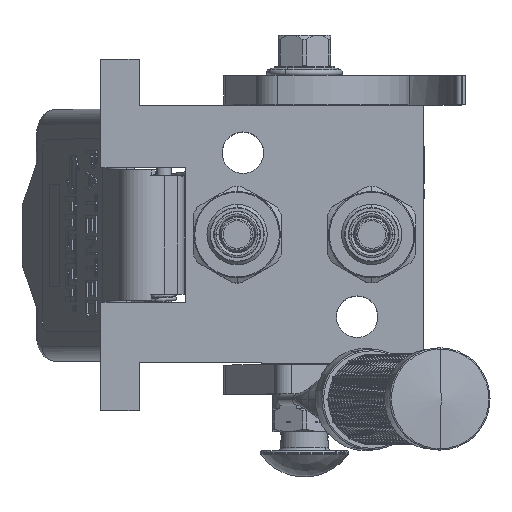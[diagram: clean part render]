
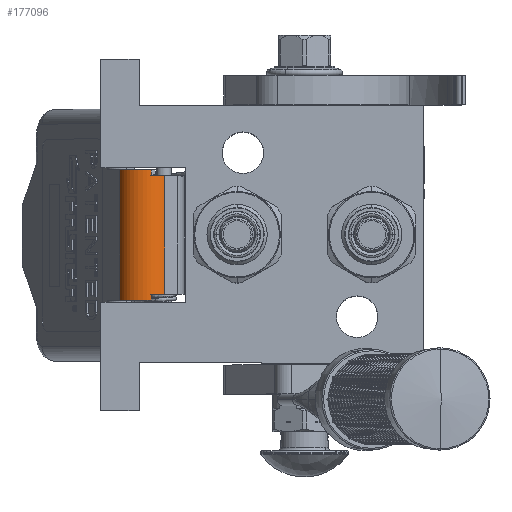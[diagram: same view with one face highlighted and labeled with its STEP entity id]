
A CAD part, top view. The second image highlights one B-rep face of the part: STEP entity #177096.
In plain terms, the highlighted cylindrical face has radius 9.5 mm (diameter 19 mm), a partial arc.
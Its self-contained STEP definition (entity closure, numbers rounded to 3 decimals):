
#840 = DIRECTION ( 'NONE',  ( 1., 0., 0. ) ) ;
#5571 = EDGE_CURVE ( 'NONE', #159000, #95976, #147154, .T. ) ;
#10853 = CARTESIAN_POINT ( 'NONE',  ( -22.25, 8., -47.5 ) ) ;
#12940 = LINE ( 'NONE', #150602, #69413 ) ;
#13068 = DIRECTION ( 'NONE',  ( 0., -1., 0. ) ) ;
#15779 = VERTEX_POINT ( 'NONE', #10853 ) ;
#22295 = ORIENTED_EDGE ( 'NONE', *, *, #29236, .F. ) ;
#29236 = EDGE_CURVE ( 'NONE', #49921, #156883, #182700, .T. ) ;
#29277 = CARTESIAN_POINT ( 'NONE',  ( -22.25, -1.5, -47.5 ) ) ;
#31847 = DIRECTION ( 'NONE',  ( 1., 0., 0. ) ) ;
#32793 = ORIENTED_EDGE ( 'NONE', *, *, #108613, .F. ) ;
#33908 = EDGE_CURVE ( 'NONE', #95976, #128204, #154762, .T. ) ;
#34268 = DIRECTION ( 'NONE',  ( 1., 0., 0. ) ) ;
#35240 = CARTESIAN_POINT ( 'NONE',  ( 22.25, 0., -56.881 ) ) ;
#36982 = ORIENTED_EDGE ( 'NONE', *, *, #74304, .T. ) ;
#39453 = AXIS2_PLACEMENT_3D ( 'NONE', #90549, #31847, #147423 ) ;
#41691 = VERTEX_POINT ( 'NONE', #52481 ) ;
#48987 = DIRECTION ( 'NONE',  ( 1., 0., 0. ) ) ;
#49921 = VERTEX_POINT ( 'NONE', #35240 ) ;
#50704 = FACE_OUTER_BOUND ( 'NONE', #116094, .T. ) ;
#52348 = VECTOR ( 'NONE', #88207, 1000. ) ;
#52481 = CARTESIAN_POINT ( 'NONE',  ( -20.25, 0., -56.881 ) ) ;
#53550 = VECTOR ( 'NONE', #104906, 1000. ) ;
#59488 = ORIENTED_EDGE ( 'NONE', *, *, #132804, .T. ) ;
#62270 = ORIENTED_EDGE ( 'NONE', *, *, #5571, .F. ) ;
#69413 = VECTOR ( 'NONE', #48987, 1000. ) ;
#74304 = EDGE_CURVE ( 'NONE', #159000, #41691, #132993, .T. ) ;
#76286 = VERTEX_POINT ( 'NONE', #131026 ) ;
#79928 = DIRECTION ( 'NONE',  ( 1., 0., 0. ) ) ;
#80427 = CARTESIAN_POINT ( 'NONE',  ( -20.25, -5.154, -56.269 ) ) ;
#88207 = DIRECTION ( 'NONE',  ( 1., 0., 0. ) ) ;
#89740 = AXIS2_PLACEMENT_3D ( 'NONE', #149219, #34268, #135330 ) ;
#90549 = CARTESIAN_POINT ( 'NONE',  ( 20.25, -1.5, -47.5 ) ) ;
#95976 = VERTEX_POINT ( 'NONE', #111161 ) ;
#97406 = LINE ( 'NONE', #174593, #52348 ) ;
#99518 = CARTESIAN_POINT ( 'NONE',  ( -22.25, -1.5, -47.5 ) ) ;
#101240 = DIRECTION ( 'NONE',  ( 1., 0., 0. ) ) ;
#104906 = DIRECTION ( 'NONE',  ( 1., 0., 0. ) ) ;
#106293 = ORIENTED_EDGE ( 'NONE', *, *, #33908, .F. ) ;
#107151 = CYLINDRICAL_SURFACE ( 'NONE', #127326, 9.5 ) ;
#108613 = EDGE_CURVE ( 'NONE', #76286, #41691, #97406, .T. ) ;
#111161 = CARTESIAN_POINT ( 'NONE',  ( 20.25, -5.154, -56.269 ) ) ;
#116094 = EDGE_LOOP ( 'NONE', ( #62270, #36982, #32793, #127341, #59488, #22295, #176932, #106293 ) ) ;
#116105 = AXIS2_PLACEMENT_3D ( 'NONE', #29277, #101240, #144859 ) ;
#122267 = AXIS2_PLACEMENT_3D ( 'NONE', #182705, #79928, #153792 ) ;
#122305 = VECTOR ( 'NONE', #840, 1000. ) ;
#123853 = CIRCLE ( 'NONE', #116105, 9.5 ) ;
#127326 = AXIS2_PLACEMENT_3D ( 'NONE', #99518, #127918, #13068 ) ;
#127341 = ORIENTED_EDGE ( 'NONE', *, *, #167670, .T. ) ;
#127918 = DIRECTION ( 'NONE',  ( -1., 0., 0. ) ) ;
#127926 = LINE ( 'NONE', #133360, #53550 ) ;
#128204 = VERTEX_POINT ( 'NONE', #150248 ) ;
#131026 = CARTESIAN_POINT ( 'NONE',  ( -22.25, 0., -56.881 ) ) ;
#132804 = EDGE_CURVE ( 'NONE', #15779, #156883, #12940, .T. ) ;
#132993 = CIRCLE ( 'NONE', #122267, 9.5 ) ;
#133301 = EDGE_CURVE ( 'NONE', #128204, #49921, #127926, .T. ) ;
#133360 = CARTESIAN_POINT ( 'NONE',  ( 20.25, 0., -56.881 ) ) ;
#135330 = DIRECTION ( 'NONE',  ( 0., 0.158, -0.987 ) ) ;
#144859 = DIRECTION ( 'NONE',  ( 0., 0.158, -0.987 ) ) ;
#145410 = CARTESIAN_POINT ( 'NONE',  ( -20.25, -5.154, -56.269 ) ) ;
#147154 = LINE ( 'NONE', #145410, #122305 ) ;
#147423 = DIRECTION ( 'NONE',  ( 0., -0.385, -0.923 ) ) ;
#149219 = CARTESIAN_POINT ( 'NONE',  ( 22.25, -1.5, -47.5 ) ) ;
#150087 = CARTESIAN_POINT ( 'NONE',  ( 22.25, 8., -47.5 ) ) ;
#150248 = CARTESIAN_POINT ( 'NONE',  ( 20.25, 0., -56.881 ) ) ;
#150602 = CARTESIAN_POINT ( 'NONE',  ( -22.25, 8., -47.5 ) ) ;
#153792 = DIRECTION ( 'NONE',  ( 0., -0.385, -0.923 ) ) ;
#154762 = CIRCLE ( 'NONE', #39453, 9.5 ) ;
#156883 = VERTEX_POINT ( 'NONE', #150087 ) ;
#159000 = VERTEX_POINT ( 'NONE', #80427 ) ;
#167670 = EDGE_CURVE ( 'NONE', #76286, #15779, #123853, .T. ) ;
#174593 = CARTESIAN_POINT ( 'NONE',  ( -22.25, 0., -56.881 ) ) ;
#176932 = ORIENTED_EDGE ( 'NONE', *, *, #133301, .F. ) ;
#177096 = ADVANCED_FACE ( 'NONE', ( #50704 ), #107151, .T. ) ;
#182700 = CIRCLE ( 'NONE', #89740, 9.5 ) ;
#182705 = CARTESIAN_POINT ( 'NONE',  ( -20.25, -1.5, -47.5 ) ) ;
